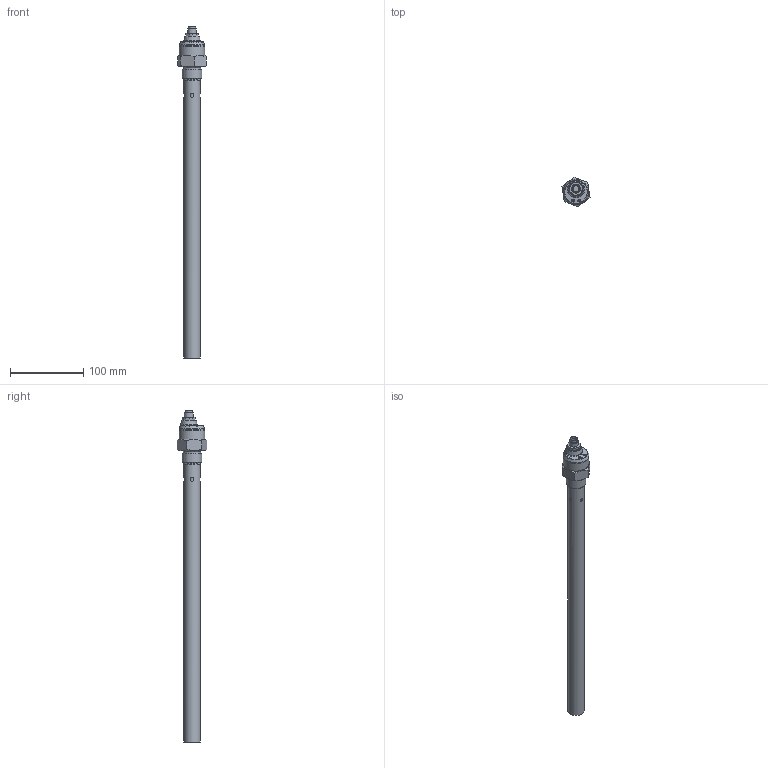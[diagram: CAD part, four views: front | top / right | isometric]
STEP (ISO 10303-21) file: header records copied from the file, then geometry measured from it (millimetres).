
FILE_DESCRIPTION(/* description */ ('Unknown'),/* implementation_level */ '2;1');
FILE_NAME(/* name */ 'DLM-35N-40-M27-_-C_E380',/* time_stamp */ '2025-05-15T12:14:04+02:00',/* author */ ('Unknown'),/* organization */ ('Unknown'),/* preprocessor_version */ 'ST-DEVELOPER v18.1',/* originating_system */ 'Solid Edge',/* authorisation */ 'Unknown');
FILE_SCHEMA (('AUTOMOTIVE_DESIGN {1 0 10303 214 3 1 1}'));
Length unit declared in the file: millimetre
Products named in the file (1): DLM-35_N-40-M27-_-C_E100
Bounding box: 38.79 x 41.01 x 454.6 mm (x, y, z)
Volume: 101631.2 mm3; surface area: 63729.9 mm2
Topology: 1 solids, 3 shells, 95 faces, 257 edges, 168 vertices
Faces by surface type: cylinder 38, plane 30, cone 15, bspline 9, torus 3
Full cylindrical faces by diameter (mm): 2.5 x2, 2.6 x2, 5.1 x4, 6 x2, 8.2 x1, 10 x1, 12 x1, 19 x1, 19.2 x1, 22 x1, 24.5 x2, 27 x1, 34.8 x1, 35.5 x1, 35.6 x1
Entity records: 4106 total; most frequent: CARTESIAN_POINT 1342, DIRECTION 420, ORIENTED_EDGE 382, EDGE_CURVE 191, AXIS2_PLACEMENT_3D 184, FACE_BOUND 156, EDGE_LOOP 154, VERTEX_POINT 143
